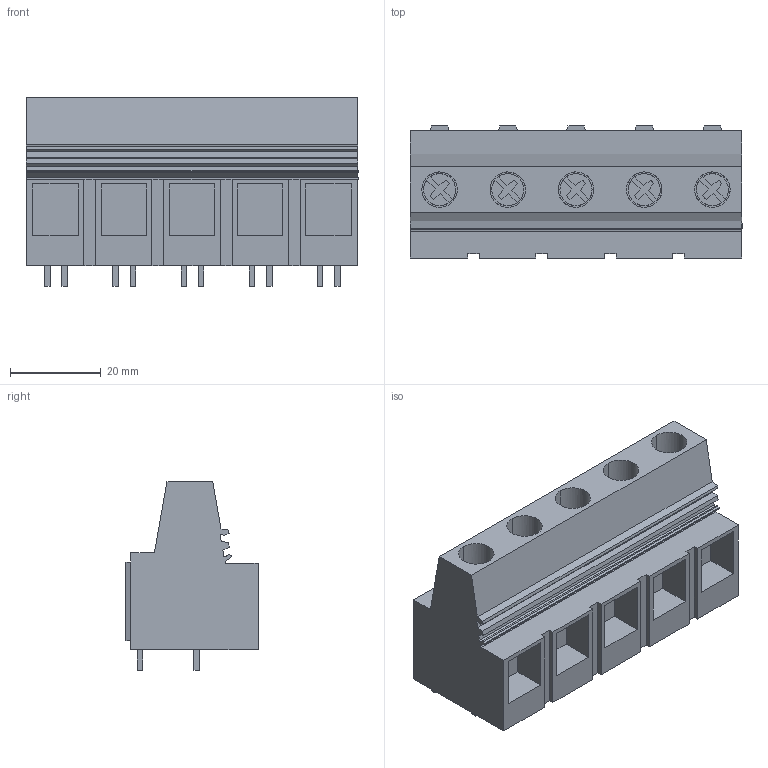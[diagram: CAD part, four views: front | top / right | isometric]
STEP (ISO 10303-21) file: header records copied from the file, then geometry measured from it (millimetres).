
FILE_DESCRIPTION(('CATIA V5 STEP Exchange','CAx-IF Rec.Pracs.--- Model Styling and Organization---1.2---2011-12-15'),'2;1');
FILE_NAME ('D1449862_0_1226490000_1226490000.stp','2018-04-13T09:39:25+00:00',('none'),('Weidmueller'),'CATIA Version 5-6 Release 2014','CATIA V5 STEP AP214','none');
FILE_SCHEMA(('AUTOMOTIVE_DESIGN { 1 0 10303 214 1 1 1 1 }'));
Length unit declared in the file: millimetre
Products named in the file (1): 1226490000
Bounding box: 73 x 29.06 x 41.45 mm (x, y, z)
Volume: 47513 mm3; surface area: 17815.5 mm2
Topology: 16 solids, 16 shells, 489 faces, 1314 edges, 882 vertices
Faces by surface type: plane 436, cylinder 43, extrusion 10
Entity records: 14857 total; most frequent: CARTESIAN_POINT 3292, ORIENTED_EDGE 2628, DIRECTION 1904, EDGE_CURVE 1314, VECTOR 1198, LINE 1188, VERTEX_POINT 882, EDGE_LOOP 514
